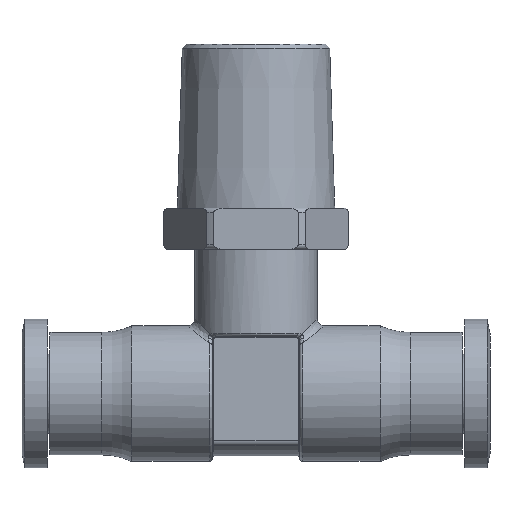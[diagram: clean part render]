
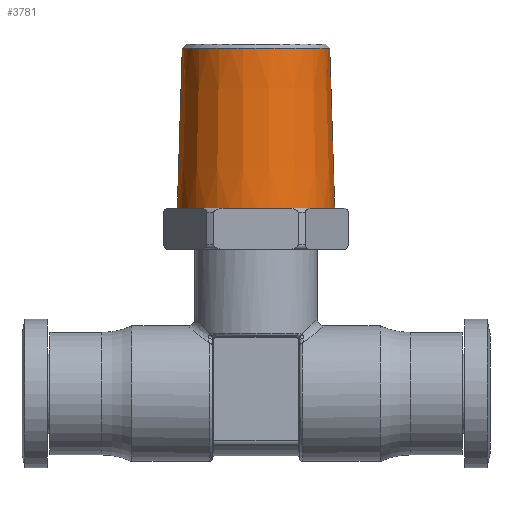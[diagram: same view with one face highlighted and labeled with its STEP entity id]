
A CAD part, front view. The second image highlights one B-rep face of the part: STEP entity #3781.
In plain terms, the highlighted conical face has half-angle 1.774 degrees and reference radius 6.642 mm.
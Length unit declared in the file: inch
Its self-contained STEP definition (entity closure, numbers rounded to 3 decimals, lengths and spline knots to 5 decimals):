
#929=DIRECTION('',(0.031,0.,-1.));
#930=VECTOR('',#929,0.54926);
#931=CARTESIAN_POINT('',(0.253,0.,1.186));
#932=LINE('',#931,#930);
#933=DIRECTION('',(-0.031,0.,-1.));
#934=VECTOR('',#933,0.54926);
#935=CARTESIAN_POINT('',(-0.253,0.,1.186));
#936=LINE('',#935,#934);
#937=CARTESIAN_POINT('',(0.,0.,1.186));
#938=DIRECTION('',(0.,0.,-1.));
#939=DIRECTION('',(1.,0.,0.));
#940=AXIS2_PLACEMENT_3D('',#937,#938,#939);
#947=CARTESIAN_POINT('',(0.,0.,0.637));
#948=DIRECTION('',(0.,0.,-1.));
#949=DIRECTION('',(1.,0.,0.));
#950=AXIS2_PLACEMENT_3D('',#947,#948,#949);
#2047=CARTESIAN_POINT('',(0.253,0.,1.186));
#2049=VERTEX_POINT('',#2047);
#2050=CARTESIAN_POINT('',(0.27,0.,0.637));
#2051=VERTEX_POINT('',#2050);
#2053=CARTESIAN_POINT('',(-0.253,0.,1.186));
#2055=VERTEX_POINT('',#2053);
#2056=CARTESIAN_POINT('',(-0.27,0.,0.637));
#2057=VERTEX_POINT('',#2056);
#3769=CARTESIAN_POINT('',(0.,0.,0.9115));
#3770=DIRECTION('',(0.,0.,-1.));
#3771=DIRECTION('',(1.,0.,0.));
#3772=AXIS2_PLACEMENT_3D('',#3769,#3770,#3771);
#3773=CONICAL_SURFACE('',#3772,0.2615,1.774);
#3774=ORIENTED_EDGE('',*,*,#3759,.T.);
#3776=ORIENTED_EDGE('',*,*,#3775,.T.);
#3777=ORIENTED_EDGE('',*,*,#3762,.F.);
#3778=ORIENTED_EDGE('',*,*,#3733,.F.);
#3779=EDGE_LOOP('',(#3774,#3776,#3777,#3778));
#3780=FACE_OUTER_BOUND('',#3779,.F.);
#3781=ADVANCED_FACE('',(#3780),#3773,.T.);
#941=CIRCLE('',#940,0.253);
#951=CIRCLE('',#950,0.27);
#3733=EDGE_CURVE('',#2049,#2055,#941,.T.);
#3759=EDGE_CURVE('',#2049,#2051,#932,.T.);
#3762=EDGE_CURVE('',#2055,#2057,#936,.T.);
#3775=EDGE_CURVE('',#2051,#2057,#951,.T.);
